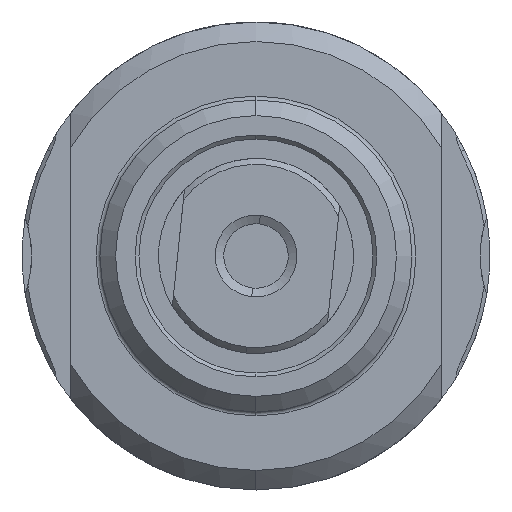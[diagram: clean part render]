
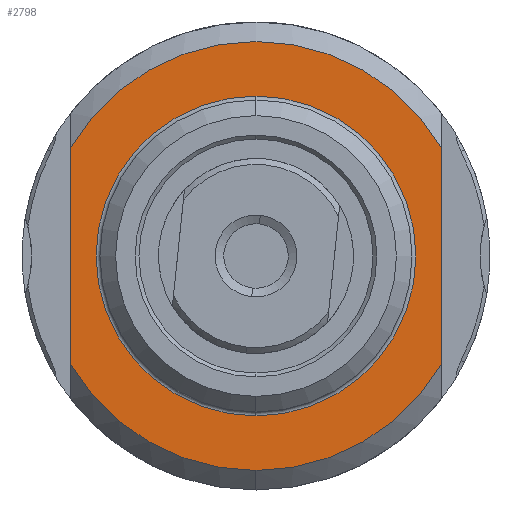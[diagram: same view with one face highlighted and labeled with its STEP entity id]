
A CAD part, front view. The second image highlights one B-rep face of the part: STEP entity #2798.
In plain terms, the highlighted planar face has unit normal (0, -1, 0).
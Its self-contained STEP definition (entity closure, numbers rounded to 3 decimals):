
#199 = CIRCLE ( 'NONE', #2210, 11. ) ;
#248 = VERTEX_POINT ( 'NONE', #2793 ) ;
#339 = ORIENTED_EDGE ( 'NONE', *, *, #2230, .T. ) ;
#411 = EDGE_LOOP ( 'NONE', ( #478, #647, #757, #740, #651 ) ) ;
#478 = ORIENTED_EDGE ( 'NONE', *, *, #2445, .T. ) ;
#490 = VERTEX_POINT ( 'NONE', #2794 ) ;
#620 = VERTEX_POINT ( 'NONE', #2725 ) ;
#647 = ORIENTED_EDGE ( 'NONE', *, *, #2139, .T. ) ;
#651 = ORIENTED_EDGE ( 'NONE', *, *, #2402, .F. ) ;
#712 = ORIENTED_EDGE ( 'NONE', *, *, #2383, .T. ) ;
#740 = ORIENTED_EDGE ( 'NONE', *, *, #2432, .T. ) ;
#757 = ORIENTED_EDGE ( 'NONE', *, *, #2449, .F. ) ;
#806 = EDGE_LOOP ( 'NONE', ( #712, #339 ) ) ;
#918 = CIRCLE ( 'NONE', #2309, 8.2 ) ;
#924 = VERTEX_POINT ( 'NONE', #2544 ) ;
#955 = VERTEX_POINT ( 'NONE', #2857 ) ;
#992 = VERTEX_POINT ( 'NONE', #2912 ) ;
#1014 = VERTEX_POINT ( 'NONE', #2859 ) ;
#1069 = CIRCLE ( 'NONE', #2244, 8.2 ) ;
#1223 = CIRCLE ( 'NONE', #1580, 11. ) ;
#1237 = LINE ( 'NONE', #3089, #1278 ) ;
#1278 = VECTOR ( 'NONE', #3081, 1000. ) ;
#1329 = VECTOR ( 'NONE', #3248, 1000. ) ;
#1354 = FACE_BOUND ( 'NONE', #806, .T. ) ;
#1369 = FACE_OUTER_BOUND ( 'NONE', #411, .T. ) ;
#1400 = LINE ( 'NONE', #3286, #1329 ) ;
#1405 = CIRCLE ( 'NONE', #1656, 11. ) ;
#1580 = AXIS2_PLACEMENT_3D ( 'NONE', #3057, #3101, #3100 ) ;
#1644 = AXIS2_PLACEMENT_3D ( 'NONE', #3019, #3013, #3010 ) ;
#1656 = AXIS2_PLACEMENT_3D ( 'NONE', #3233, #3232, #3227 ) ;
#1826 = DIRECTION ( 'NONE',  ( 0., 0., -1. ) ) ;
#1828 = DIRECTION ( 'NONE',  ( 0., 1., 0. ) ) ;
#1830 = CARTESIAN_POINT ( 'NONE',  ( 0., 12., 0. ) ) ;
#1921 = DIRECTION ( 'NONE',  ( 0., 0., -1. ) ) ;
#1926 = DIRECTION ( 'NONE',  ( 0., 1., 0. ) ) ;
#1930 = CARTESIAN_POINT ( 'NONE',  ( 0., 12., 0. ) ) ;
#2139 = EDGE_CURVE ( 'NONE', #248, #924, #199, .T. ) ;
#2210 = AXIS2_PLACEMENT_3D ( 'NONE', #2765, #2773, #2871 ) ;
#2230 = EDGE_CURVE ( 'NONE', #955, #992, #918, .T. ) ;
#2244 = AXIS2_PLACEMENT_3D ( 'NONE', #1830, #1828, #1826 ) ;
#2309 = AXIS2_PLACEMENT_3D ( 'NONE', #1930, #1926, #1921 ) ;
#2383 = EDGE_CURVE ( 'NONE', #992, #955, #1069, .T. ) ;
#2402 = EDGE_CURVE ( 'NONE', #620, #1014, #1400, .T. ) ;
#2432 = EDGE_CURVE ( 'NONE', #490, #1014, #1405, .T. ) ;
#2445 = EDGE_CURVE ( 'NONE', #620, #248, #1223, .T. ) ;
#2449 = EDGE_CURVE ( 'NONE', #490, #924, #1237, .T. ) ;
#2544 = CARTESIAN_POINT ( 'NONE',  ( 9.5, 12., -5.545 ) ) ;
#2725 = CARTESIAN_POINT ( 'NONE',  ( -9.5, 12., -5.545 ) ) ;
#2765 = CARTESIAN_POINT ( 'NONE',  ( 0., 12., 0. ) ) ;
#2773 = DIRECTION ( 'NONE',  ( 0., -1., 0. ) ) ;
#2793 = CARTESIAN_POINT ( 'NONE',  ( 0., 12., -11. ) ) ;
#2794 = CARTESIAN_POINT ( 'NONE',  ( 9.5, 12., 5.545 ) ) ;
#2798 = ADVANCED_FACE ( 'NONE', ( #1354, #1369 ), #3016, .F. ) ;
#2857 = CARTESIAN_POINT ( 'NONE',  ( 0., 12., 8.2 ) ) ;
#2859 = CARTESIAN_POINT ( 'NONE',  ( -9.5, 12., 5.545 ) ) ;
#2871 = DIRECTION ( 'NONE',  ( 0., 0., -1. ) ) ;
#2912 = CARTESIAN_POINT ( 'NONE',  ( 0., 12., -8.2 ) ) ;
#3010 = DIRECTION ( 'NONE',  ( 0., 0., -1. ) ) ;
#3013 = DIRECTION ( 'NONE',  ( 0., 1., 0. ) ) ;
#3016 = PLANE ( 'NONE',  #1644 ) ;
#3019 = CARTESIAN_POINT ( 'NONE',  ( -8., 12., 0. ) ) ;
#3057 = CARTESIAN_POINT ( 'NONE',  ( 0., 12., 0. ) ) ;
#3081 = DIRECTION ( 'NONE',  ( 0., 0., -1. ) ) ;
#3089 = CARTESIAN_POINT ( 'NONE',  ( 9.5, 12., -10. ) ) ;
#3100 = DIRECTION ( 'NONE',  ( 0., 0., -1. ) ) ;
#3101 = DIRECTION ( 'NONE',  ( 0., -1., 0. ) ) ;
#3227 = DIRECTION ( 'NONE',  ( 0., 0., -1. ) ) ;
#3232 = DIRECTION ( 'NONE',  ( 0., -1., 0. ) ) ;
#3233 = CARTESIAN_POINT ( 'NONE',  ( 0., 12., 0. ) ) ;
#3248 = DIRECTION ( 'NONE',  ( 0., 0., 1. ) ) ;
#3286 = CARTESIAN_POINT ( 'NONE',  ( -9.5, 12., -10. ) ) ;
